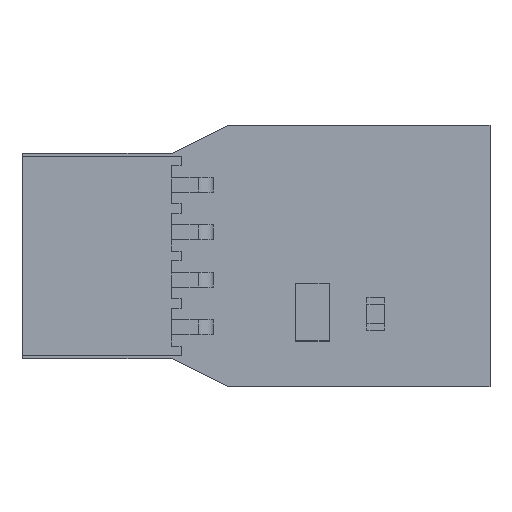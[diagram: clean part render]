
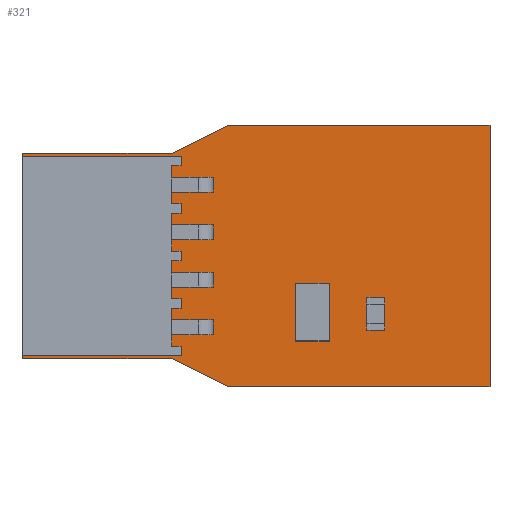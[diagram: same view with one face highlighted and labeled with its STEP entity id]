
A CAD part, top view. The second image highlights one B-rep face of the part: STEP entity #321.
In plain terms, the highlighted planar face has unit normal (0, 0, 1).
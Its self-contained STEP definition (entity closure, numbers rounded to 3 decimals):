
#64 = VERTEX_POINT('',#65);
#65 = CARTESIAN_POINT('',(141.,66.,1.491));
#71 = EDGE_CURVE('',#64,#72,#74,.T.);
#72 = VERTEX_POINT('',#73);
#73 = CARTESIAN_POINT('',(141.,55.,1.491));
#74 = LINE('',#75,#76);
#75 = CARTESIAN_POINT('',(141.,66.,1.491));
#76 = VECTOR('',#77,1.);
#77 = DIRECTION('',(0.,-1.,0.));
#102 = EDGE_CURVE('',#72,#103,#105,.T.);
#103 = VERTEX_POINT('',#104);
#104 = CARTESIAN_POINT('',(149.,55.,1.491));
#105 = LINE('',#106,#107);
#106 = CARTESIAN_POINT('',(141.,55.,1.491));
#107 = VECTOR('',#108,1.);
#108 = DIRECTION('',(1.,0.,0.));
#133 = EDGE_CURVE('',#103,#134,#136,.T.);
#134 = VERTEX_POINT('',#135);
#135 = CARTESIAN_POINT('',(152.,53.5,1.491));
#136 = LINE('',#137,#138);
#137 = CARTESIAN_POINT('',(149.,55.,1.491));
#138 = VECTOR('',#139,1.);
#139 = DIRECTION('',(0.894,-0.447,0.));
#164 = EDGE_CURVE('',#134,#165,#167,.T.);
#165 = VERTEX_POINT('',#166);
#166 = CARTESIAN_POINT('',(166.,53.5,1.491));
#167 = LINE('',#168,#169);
#168 = CARTESIAN_POINT('',(152.,53.5,1.491));
#169 = VECTOR('',#170,1.);
#170 = DIRECTION('',(1.,0.,0.));
#195 = EDGE_CURVE('',#165,#196,#198,.T.);
#196 = VERTEX_POINT('',#197);
#197 = CARTESIAN_POINT('',(166.,67.5,1.491));
#198 = LINE('',#199,#200);
#199 = CARTESIAN_POINT('',(166.,53.5,1.491));
#200 = VECTOR('',#201,1.);
#201 = DIRECTION('',(0.,1.,0.));
#226 = EDGE_CURVE('',#196,#227,#229,.T.);
#227 = VERTEX_POINT('',#228);
#228 = CARTESIAN_POINT('',(152.,67.5,1.491));
#229 = LINE('',#230,#231);
#230 = CARTESIAN_POINT('',(166.,67.5,1.491));
#231 = VECTOR('',#232,1.);
#232 = DIRECTION('',(-1.,0.,0.));
#257 = EDGE_CURVE('',#227,#258,#260,.T.);
#258 = VERTEX_POINT('',#259);
#259 = CARTESIAN_POINT('',(149.,66.,1.491));
#260 = LINE('',#261,#262);
#261 = CARTESIAN_POINT('',(152.,67.5,1.491));
#262 = VECTOR('',#263,1.);
#263 = DIRECTION('',(-0.894,-0.447,0.));
#288 = EDGE_CURVE('',#258,#64,#289,.T.);
#289 = LINE('',#290,#291);
#290 = CARTESIAN_POINT('',(149.,66.,1.491));
#291 = VECTOR('',#292,1.);
#292 = DIRECTION('',(-1.,0.,0.));
#321 = ADVANCED_FACE('',(#322),#332,.F.);
#322 = FACE_BOUND('',#323,.T.);
#323 = EDGE_LOOP('',(#324,#325,#326,#327,#328,#329,#330,#331));
#324 = ORIENTED_EDGE('',*,*,#71,.T.);
#325 = ORIENTED_EDGE('',*,*,#102,.T.);
#326 = ORIENTED_EDGE('',*,*,#133,.T.);
#327 = ORIENTED_EDGE('',*,*,#164,.T.);
#328 = ORIENTED_EDGE('',*,*,#195,.T.);
#329 = ORIENTED_EDGE('',*,*,#226,.T.);
#330 = ORIENTED_EDGE('',*,*,#257,.T.);
#331 = ORIENTED_EDGE('',*,*,#288,.T.);
#332 = PLANE('',#333);
#333 = AXIS2_PLACEMENT_3D('',#334,#335,#336);
#334 = CARTESIAN_POINT('',(141.,66.,1.491));
#335 = DIRECTION('',(0.,0.,-1.));
#336 = DIRECTION('',(-1.,0.,0.));
